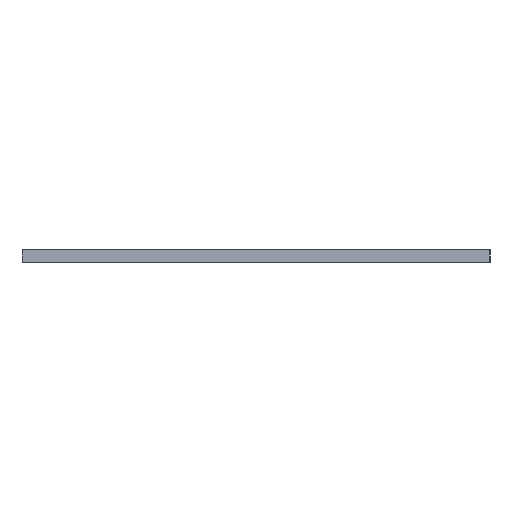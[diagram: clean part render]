
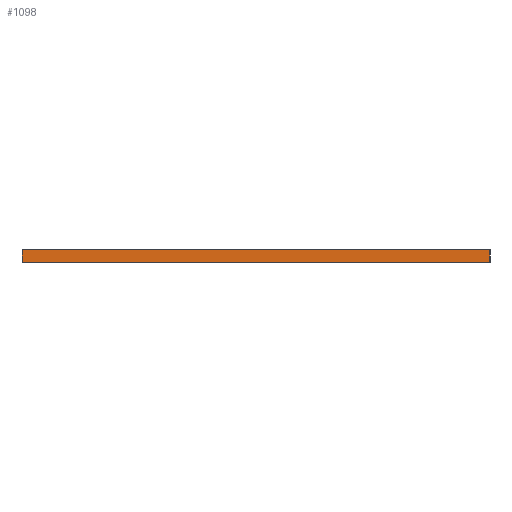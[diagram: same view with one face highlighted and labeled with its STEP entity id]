
A CAD part, left-side view. The second image highlights one B-rep face of the part: STEP entity #1098.
In plain terms, the highlighted planar face has unit normal (-1, 0, 0).
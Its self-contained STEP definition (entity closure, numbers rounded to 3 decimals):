
#41=DIRECTION('',(0.,-1.,0.));
#42=VECTOR('',#41,30.5);
#43=CARTESIAN_POINT('',(0.273,15.405,0.));
#44=LINE('',#43,#42);
#245=DIRECTION('',(0.,-1.,0.));
#246=VECTOR('',#245,30.5);
#247=CARTESIAN_POINT('',(0.273,15.405,0.8));
#248=LINE('',#247,#246);
#425=DIRECTION('',(0.,0.,1.));
#426=VECTOR('',#425,0.8);
#427=CARTESIAN_POINT('',(0.273,15.405,0.));
#428=LINE('',#427,#426);
#437=DIRECTION('',(0.,0.,1.));
#438=VECTOR('',#437,0.8);
#439=CARTESIAN_POINT('',(0.273,-15.095,0.));
#440=LINE('',#439,#438);
#569=CARTESIAN_POINT('',(0.273,-15.095,0.));
#571=VERTEX_POINT('',#569);
#574=CARTESIAN_POINT('',(0.273,15.405,0.));
#576=VERTEX_POINT('',#574);
#577=CARTESIAN_POINT('',(0.273,-15.095,0.8));
#579=VERTEX_POINT('',#577);
#582=CARTESIAN_POINT('',(0.273,15.405,0.8));
#584=VERTEX_POINT('',#582);
#1085=CARTESIAN_POINT('',(0.273,15.405,0.));
#1086=DIRECTION('',(-1.,0.,0.));
#1087=DIRECTION('',(0.,-1.,0.));
#1088=AXIS2_PLACEMENT_3D('',#1085,#1086,#1087);
#1089=PLANE('',#1088);
#1090=ORIENTED_EDGE('',*,*,#750,.F.);
#1092=ORIENTED_EDGE('',*,*,#1091,.T.);
#1093=ORIENTED_EDGE('',*,*,#896,.T.);
#1095=ORIENTED_EDGE('',*,*,#1094,.F.);
#1096=EDGE_LOOP('',(#1090,#1092,#1093,#1095));
#1097=FACE_OUTER_BOUND('',#1096,.F.);
#1098=ADVANCED_FACE('',(#1097),#1089,.T.);
#750=EDGE_CURVE('',#576,#571,#44,.T.);
#896=EDGE_CURVE('',#584,#579,#248,.T.);
#1091=EDGE_CURVE('',#576,#584,#428,.T.);
#1094=EDGE_CURVE('',#571,#579,#440,.T.);
